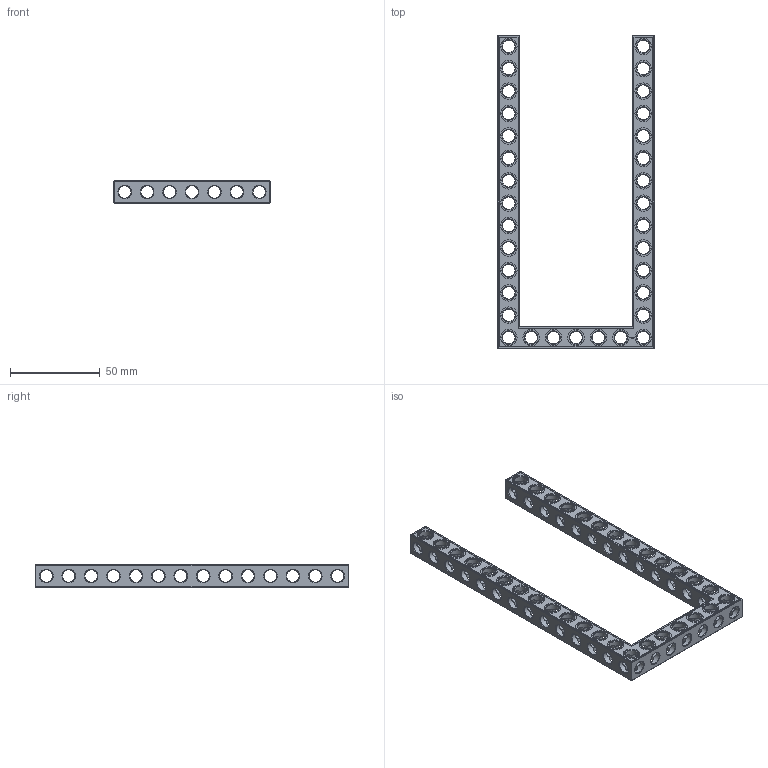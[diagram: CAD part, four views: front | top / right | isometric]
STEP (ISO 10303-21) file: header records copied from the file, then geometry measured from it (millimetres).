
FILE_DESCRIPTION(('FreeCAD Model'),'2;1');
FILE_NAME('Open CASCADE Shape Model','2022-02-23T21:00:46',( 'Paulo Kiefe'),('STEMFIE.org'),'Open CASCADE STEP processor 7.5', 'FreeCAD','Unknown');
FILE_SCHEMA(('AUTOMOTIVE_DESIGN { 1 0 10303 214 1 1 1 1 }'));
Products named in the file (1): Beam AGD ESS USH SYM BU07x14x01 - SPN-BEM-0389 (stemfie.org)
Bounding box: 87.5 x 175 x 12.5 mm (x, y, z)
Volume: 32251.4 mm3; surface area: 28820.7 mm2
Topology: 1 solids, 1 shells, 942 faces, 2834 edges, 1830 vertices
Faces by surface type: plane 403, extrusion 206, cylinder 199, cone 134
Full cylindrical faces by diameter (mm): 6.98 x30, 7 x136, 9.2 x33
Entity records: 205413 total; most frequent: CARTESIAN_POINT 152920, DIRECTION 8266, ORIENTED_EDGE 5668, PCURVE 5668, DEFINITIONAL_REPRESENTATION 5668, VECTOR 5393, LINE 5187, EDGE_CURVE 2834
